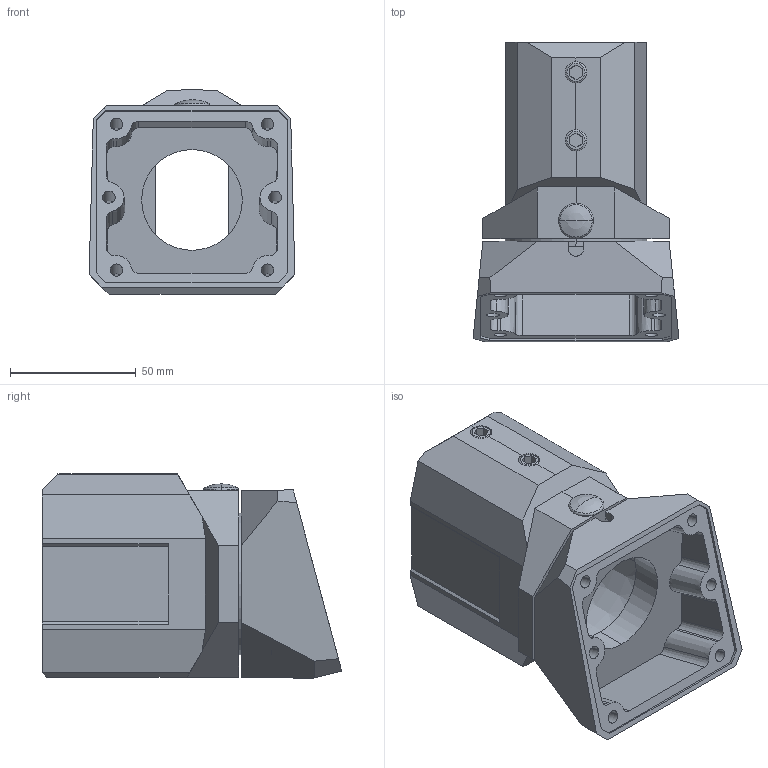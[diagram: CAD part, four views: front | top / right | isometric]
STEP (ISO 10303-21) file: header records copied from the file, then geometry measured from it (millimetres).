
FILE_DESCRIPTION((''),'2;1');
FILE_NAME('NEIG-KUPPL-15GR_ASM','2010-07-26T',('M.Fehring'),(''),'PRO/ENGINEER BY PARAMETRIC TECHNOLOGY CORPORATION, 2005070','PRO/ENGINEER BY PARAMETRIC TECHNOLOGY CORPORATION, 2005070','');
FILE_SCHEMA(('AUTOMOTIVE_DESIGN_CC2 { 1 2 10303 214 -1 1 5 2 }'));
Length unit declared in the file: millimetre
Products named in the file (8): KUPPLUNG-OBERT_CS-2000SL; LAGER; KUPPLUNG_UNTERT_15_GR; GEWINDESTIFTM5X8; ABDECKKAPPE_; GEWINDESTIFTM10X12; STOPFEN; NEIG-KUPPL-15GR_ASM
Assembly tree (8 placements, depth 2):
  NEIG-KUPPL-15GR_ASM
    KUPPLUNG-OBERT_CS-2000SL
    LAGER
    KUPPLUNG_UNTERT_15_GR
    GEWINDESTIFTM5X8
    ABDECKKAPPE_
    GEWINDESTIFTM10X12  x2
    STOPFEN
Bounding box: 81.74 x 118.89 x 81.28 mm (x, y, z)
Volume: 218818.9 mm3; surface area: 70061.2 mm2
Topology: 8 solids, 8 shells, 370 faces, 920 edges, 566 vertices
Faces by surface type: plane 156, cylinder 78, cone 66, bspline 42, torus 16, sphere 12
Entity records: 15559 total; most frequent: CARTESIAN_POINT 4665, ORIENTED_EDGE 1748, DIRECTION 1672, EDGE_CURVE 874, PRESENTATION_STYLE_ASSIGNMENT 815, STYLED_ITEM 815, CURVE_STYLE 810, AXIS2_PLACEMENT_3D 599
